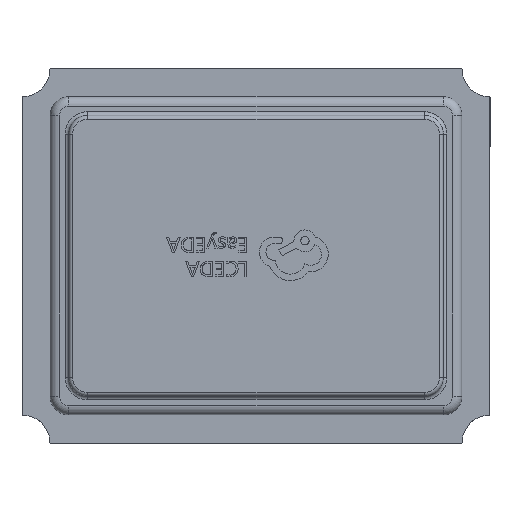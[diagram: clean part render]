
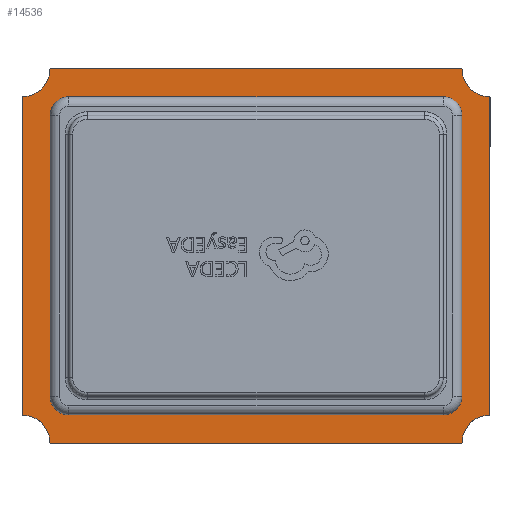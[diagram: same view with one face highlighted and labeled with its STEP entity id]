
A CAD part, top view. The second image highlights one B-rep face of the part: STEP entity #14536.
In plain terms, the highlighted planar face has unit normal (0, 0, 1).
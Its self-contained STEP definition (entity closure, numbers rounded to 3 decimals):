
#460 = ORIENTED_EDGE ( 'NONE', *, *, #11373, .F. ) ;
#874 = CARTESIAN_POINT ( 'NONE',  ( -1., -0.85, 0. ) ) ;
#1340 = ORIENTED_EDGE ( 'NONE', *, *, #9906, .T. ) ;
#1409 = EDGE_LOOP ( 'NONE', ( #6342, #11512, #12738, #5347, #11509, #5158, #9575, #8743 ) ) ;
#1464 = DIRECTION ( 'NONE',  ( 1., 0., 0. ) ) ;
#1693 = VERTEX_POINT ( 'NONE', #18240 ) ;
#1866 = DIRECTION ( 'NONE',  ( 0., 1., 0. ) ) ;
#2036 = VERTEX_POINT ( 'NONE', #2451 ) ;
#2451 = CARTESIAN_POINT ( 'NONE',  ( 1.25, -0.85, 0. ) ) ;
#2823 = AXIS2_PLACEMENT_3D ( 'NONE', #8344, #13437, #3896 ) ;
#3203 = CARTESIAN_POINT ( 'NONE',  ( -1.1, 0.75, 0. ) ) ;
#3287 = EDGE_CURVE ( 'NONE', #13808, #4078, #6860, .T. ) ;
#3324 = EDGE_CURVE ( 'NONE', #2036, #4808, #5698, .T. ) ;
#3536 = AXIS2_PLACEMENT_3D ( 'NONE', #14434, #13054, #9008 ) ;
#3663 = CARTESIAN_POINT ( 'NONE',  ( 1.25, 0.85, 0. ) ) ;
#3896 = DIRECTION ( 'NONE',  ( 1., 0., 0. ) ) ;
#3988 = AXIS2_PLACEMENT_3D ( 'NONE', #16167, #16068, #7953 ) ;
#4078 = VERTEX_POINT ( 'NONE', #15528 ) ;
#4082 = CARTESIAN_POINT ( 'NONE',  ( -1., -0.75, 0. ) ) ;
#4338 = DIRECTION ( 'NONE',  ( 0., 0., 1. ) ) ;
#4367 = ORIENTED_EDGE ( 'NONE', *, *, #11836, .F. ) ;
#4416 = LINE ( 'NONE', #15424, #5903 ) ;
#4494 = VECTOR ( 'NONE', #18134, 1000. ) ;
#4808 = VERTEX_POINT ( 'NONE', #8798 ) ;
#4855 = CARTESIAN_POINT ( 'NONE',  ( -1.25, -1., 0. ) ) ;
#5080 = EDGE_CURVE ( 'NONE', #13317, #1693, #7837, .T. ) ;
#5158 = ORIENTED_EDGE ( 'NONE', *, *, #5562, .T. ) ;
#5195 = DIRECTION ( 'NONE',  ( 1., 0., 0. ) ) ;
#5347 = ORIENTED_EDGE ( 'NONE', *, *, #5798, .T. ) ;
#5523 = DIRECTION ( 'NONE',  ( 0., -1., 0. ) ) ;
#5562 = EDGE_CURVE ( 'NONE', #13808, #11639, #15778, .T. ) ;
#5698 = CIRCLE ( 'NONE', #16015, 0.15 ) ;
#5704 = VERTEX_POINT ( 'NONE', #14136 ) ;
#5711 = DIRECTION ( 'NONE',  ( -1., 0., 0. ) ) ;
#5798 = EDGE_CURVE ( 'NONE', #11032, #4078, #14036, .T. ) ;
#5903 = VECTOR ( 'NONE', #5523, 1000. ) ;
#5914 = CIRCLE ( 'NONE', #11225, 0.1 ) ;
#5982 = LINE ( 'NONE', #15496, #7014 ) ;
#6075 = CARTESIAN_POINT ( 'NONE',  ( -1.1, -0.75, 0. ) ) ;
#6141 = CARTESIAN_POINT ( 'NONE',  ( 1.1, 1., 0. ) ) ;
#6165 = CARTESIAN_POINT ( 'NONE',  ( -1.1, 1., 0. ) ) ;
#6283 = CARTESIAN_POINT ( 'NONE',  ( 1., -0.75, 0. ) ) ;
#6342 = ORIENTED_EDGE ( 'NONE', *, *, #12592, .F. ) ;
#6364 = VERTEX_POINT ( 'NONE', #6141 ) ;
#6447 = VECTOR ( 'NONE', #17618, 1000. ) ;
#6456 = VERTEX_POINT ( 'NONE', #14640 ) ;
#6517 = VECTOR ( 'NONE', #1866, 1000. ) ;
#6860 = LINE ( 'NONE', #12488, #4494 ) ;
#6933 = DIRECTION ( 'NONE',  ( 0., 0., 1. ) ) ;
#6947 = EDGE_CURVE ( 'NONE', #2036, #9488, #8309, .T. ) ;
#7014 = VECTOR ( 'NONE', #5711, 1000. ) ;
#7686 = DIRECTION ( 'NONE',  ( 0., 0., -1. ) ) ;
#7704 = CARTESIAN_POINT ( 'NONE',  ( 1., 0.85, 0. ) ) ;
#7837 = LINE ( 'NONE', #14762, #13722 ) ;
#7953 = DIRECTION ( 'NONE',  ( 1., 0., 0. ) ) ;
#8118 = CARTESIAN_POINT ( 'NONE',  ( 1., -0.85, 0. ) ) ;
#8119 = CARTESIAN_POINT ( 'NONE',  ( 1.25, 1., 0. ) ) ;
#8309 = LINE ( 'NONE', #8119, #17762 ) ;
#8344 = CARTESIAN_POINT ( 'NONE',  ( 1., 0.75, 0. ) ) ;
#8743 = ORIENTED_EDGE ( 'NONE', *, *, #17137, .T. ) ;
#8798 = CARTESIAN_POINT ( 'NONE',  ( 1.1, -1., 0. ) ) ;
#8917 = LINE ( 'NONE', #14702, #6517 ) ;
#9008 = DIRECTION ( 'NONE',  ( 1., 0., 0. ) ) ;
#9171 = EDGE_LOOP ( 'NONE', ( #15481, #9227, #460, #1340, #4367, #10133, #15045, #12016 ) ) ;
#9227 = ORIENTED_EDGE ( 'NONE', *, *, #6947, .T. ) ;
#9293 = CARTESIAN_POINT ( 'NONE',  ( 0., 0., 0. ) ) ;
#9488 = VERTEX_POINT ( 'NONE', #3663 ) ;
#9575 = ORIENTED_EDGE ( 'NONE', *, *, #16056, .F. ) ;
#9906 = EDGE_CURVE ( 'NONE', #6364, #12285, #5982, .T. ) ;
#10005 = VECTOR ( 'NONE', #11534, 1000. ) ;
#10016 = CIRCLE ( 'NONE', #16778, 0.15 ) ;
#10091 = CARTESIAN_POINT ( 'NONE',  ( -1.25, 1., 0. ) ) ;
#10111 = DIRECTION ( 'NONE',  ( 1., 0., 0. ) ) ;
#10133 = ORIENTED_EDGE ( 'NONE', *, *, #5080, .T. ) ;
#10759 = EDGE_CURVE ( 'NONE', #6456, #1693, #10016, .T. ) ;
#11032 = VERTEX_POINT ( 'NONE', #3203 ) ;
#11076 = DIRECTION ( 'NONE',  ( 0., 1., 0. ) ) ;
#11225 = AXIS2_PLACEMENT_3D ( 'NONE', #6283, #7686, #12110 ) ;
#11373 = EDGE_CURVE ( 'NONE', #6364, #9488, #13566, .T. ) ;
#11382 = CARTESIAN_POINT ( 'NONE',  ( -1.25, -1., 0. ) ) ;
#11482 = CARTESIAN_POINT ( 'NONE',  ( 1.1, 0.75, 0. ) ) ;
#11509 = ORIENTED_EDGE ( 'NONE', *, *, #3287, .F. ) ;
#11512 = ORIENTED_EDGE ( 'NONE', *, *, #15877, .T. ) ;
#11525 = AXIS2_PLACEMENT_3D ( 'NONE', #4082, #13787, #5195 ) ;
#11534 = DIRECTION ( 'NONE',  ( 1., 0., 0. ) ) ;
#11639 = VERTEX_POINT ( 'NONE', #11482 ) ;
#11777 = FACE_OUTER_BOUND ( 'NONE', #9171, .T. ) ;
#11836 = EDGE_CURVE ( 'NONE', #13317, #12285, #13869, .T. ) ;
#11888 = EDGE_CURVE ( 'NONE', #11032, #15505, #4416, .T. ) ;
#12016 = ORIENTED_EDGE ( 'NONE', *, *, #14782, .T. ) ;
#12110 = DIRECTION ( 'NONE',  ( 1., 0., 0. ) ) ;
#12121 = AXIS2_PLACEMENT_3D ( 'NONE', #10091, #6933, #1464 ) ;
#12285 = VERTEX_POINT ( 'NONE', #6165 ) ;
#12374 = VERTEX_POINT ( 'NONE', #8118 ) ;
#12488 = CARTESIAN_POINT ( 'NONE',  ( 1.1, 0.85, 0. ) ) ;
#12592 = EDGE_CURVE ( 'NONE', #12790, #12374, #15750, .T. ) ;
#12738 = ORIENTED_EDGE ( 'NONE', *, *, #11888, .F. ) ;
#12790 = VERTEX_POINT ( 'NONE', #874 ) ;
#13054 = DIRECTION ( 'NONE',  ( 0., 0., 1. ) ) ;
#13147 = DIRECTION ( 'NONE',  ( 1., 0., 0. ) ) ;
#13279 = DIRECTION ( 'NONE',  ( 0., -1., 0. ) ) ;
#13317 = VERTEX_POINT ( 'NONE', #15841 ) ;
#13437 = DIRECTION ( 'NONE',  ( 0., 0., -1. ) ) ;
#13566 = CIRCLE ( 'NONE', #3536, 0.15 ) ;
#13722 = VECTOR ( 'NONE', #13279, 1000. ) ;
#13787 = DIRECTION ( 'NONE',  ( 0., 0., -1. ) ) ;
#13808 = VERTEX_POINT ( 'NONE', #7704 ) ;
#13869 = CIRCLE ( 'NONE', #12121, 0.15 ) ;
#14036 = CIRCLE ( 'NONE', #3988, 0.1 ) ;
#14136 = CARTESIAN_POINT ( 'NONE',  ( 1.1, -0.75, 0. ) ) ;
#14434 = CARTESIAN_POINT ( 'NONE',  ( 1.25, 1., 0. ) ) ;
#14536 = ADVANCED_FACE ( 'NONE', ( #11777, #17683 ), #16295, .T. ) ;
#14640 = CARTESIAN_POINT ( 'NONE',  ( -1.1, -1., 0. ) ) ;
#14702 = CARTESIAN_POINT ( 'NONE',  ( 1.1, -0.85, 0. ) ) ;
#14761 = CIRCLE ( 'NONE', #11525, 0.1 ) ;
#14762 = CARTESIAN_POINT ( 'NONE',  ( -1.25, 1., 0. ) ) ;
#14782 = EDGE_CURVE ( 'NONE', #6456, #4808, #14844, .T. ) ;
#14844 = LINE ( 'NONE', #4855, #6447 ) ;
#14911 = DIRECTION ( 'NONE',  ( 0., 0., 1. ) ) ;
#15045 = ORIENTED_EDGE ( 'NONE', *, *, #10759, .F. ) ;
#15424 = CARTESIAN_POINT ( 'NONE',  ( -1.1, 0.85, 0. ) ) ;
#15481 = ORIENTED_EDGE ( 'NONE', *, *, #3324, .F. ) ;
#15496 = CARTESIAN_POINT ( 'NONE',  ( -1.25, 1., 0. ) ) ;
#15505 = VERTEX_POINT ( 'NONE', #6075 ) ;
#15522 = DIRECTION ( 'NONE',  ( 0., 0., 1. ) ) ;
#15528 = CARTESIAN_POINT ( 'NONE',  ( -1., 0.85, 0. ) ) ;
#15607 = CARTESIAN_POINT ( 'NONE',  ( 1.25, -1., 0. ) ) ;
#15750 = LINE ( 'NONE', #16882, #10005 ) ;
#15778 = CIRCLE ( 'NONE', #2823, 0.1 ) ;
#15841 = CARTESIAN_POINT ( 'NONE',  ( -1.25, 0.85, 0. ) ) ;
#15877 = EDGE_CURVE ( 'NONE', #12790, #15505, #14761, .T. ) ;
#16015 = AXIS2_PLACEMENT_3D ( 'NONE', #15607, #4338, #10111 ) ;
#16056 = EDGE_CURVE ( 'NONE', #5704, #11639, #8917, .T. ) ;
#16068 = DIRECTION ( 'NONE',  ( 0., 0., -1. ) ) ;
#16167 = CARTESIAN_POINT ( 'NONE',  ( -1., 0.75, 0. ) ) ;
#16295 = PLANE ( 'NONE',  #17955 ) ;
#16778 = AXIS2_PLACEMENT_3D ( 'NONE', #11382, #15522, #17012 ) ;
#16882 = CARTESIAN_POINT ( 'NONE',  ( -1.1, -0.85, 0. ) ) ;
#17012 = DIRECTION ( 'NONE',  ( 1., 0., 0. ) ) ;
#17137 = EDGE_CURVE ( 'NONE', #5704, #12374, #5914, .T. ) ;
#17618 = DIRECTION ( 'NONE',  ( 1., 0., 0. ) ) ;
#17683 = FACE_BOUND ( 'NONE', #1409, .T. ) ;
#17762 = VECTOR ( 'NONE', #11076, 1000. ) ;
#17955 = AXIS2_PLACEMENT_3D ( 'NONE', #9293, #14911, #13147 ) ;
#18134 = DIRECTION ( 'NONE',  ( -1., 0., 0. ) ) ;
#18240 = CARTESIAN_POINT ( 'NONE',  ( -1.25, -0.85, 0. ) ) ;
